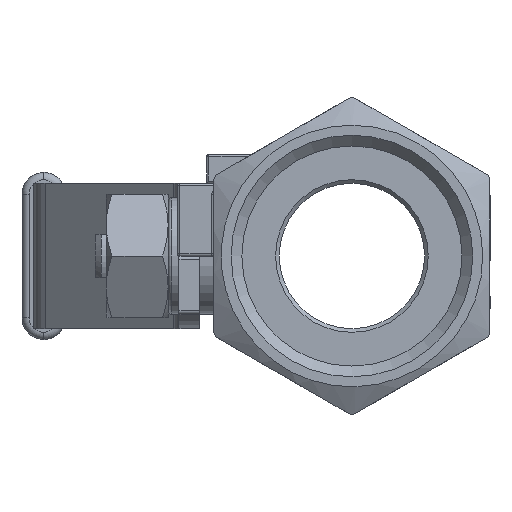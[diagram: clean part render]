
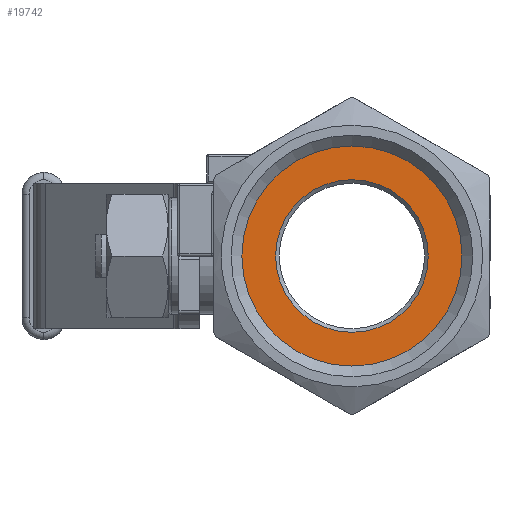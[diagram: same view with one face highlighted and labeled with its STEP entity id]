
A CAD part, left-side view. The second image highlights one B-rep face of the part: STEP entity #19742.
In plain terms, the highlighted planar face has unit normal (-1, 0, 0).
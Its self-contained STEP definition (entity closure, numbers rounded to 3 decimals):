
#31 = DIRECTION ( 'NONE',  ( 0., 0., 1. ) ) ;
#3425 = EDGE_LOOP ( 'NONE', ( #18307 ) ) ;
#3426 = EDGE_LOOP ( 'NONE', ( #18306 ) ) ;
#4411 = EDGE_CURVE ( 'NONE', #25318, #25318, #13036, .T. ) ;
#4415 = EDGE_CURVE ( 'NONE', #25320, #25320, #12874, .T. ) ;
#12624 = DIRECTION ( 'NONE',  ( -1., 0., 0. ) ) ;
#12641 = CARTESIAN_POINT ( 'NONE',  ( -17.5, 0., 0. ) ) ;
#12874 = CIRCLE ( 'NONE', #12944, 15.145 ) ;
#12944 = AXIS2_PLACEMENT_3D ( 'NONE', #12641, #12624, #31 ) ;
#13036 = CIRCLE ( 'NONE', #13189, 10.5 ) ;
#13189 = AXIS2_PLACEMENT_3D ( 'NONE', #33684, #33685, #33686 ) ;
#18306 = ORIENTED_EDGE ( 'NONE', *, *, #4411, .T. ) ;
#18307 = ORIENTED_EDGE ( 'NONE', *, *, #4415, .T. ) ;
#19742 = ADVANCED_FACE ( 'NONE', ( #26907, #26941 ), #26942, .T. ) ;
#20864 = AXIS2_PLACEMENT_3D ( 'NONE', #26951, #26952, #26953 ) ;
#25318 = VERTEX_POINT ( 'NONE', #25321 ) ;
#25320 = VERTEX_POINT ( 'NONE', #25323 ) ;
#25321 = CARTESIAN_POINT ( 'NONE',  ( -17.5, 0., 10.5 ) ) ;
#25323 = CARTESIAN_POINT ( 'NONE',  ( -17.5, 0., 15.145 ) ) ;
#26907 = FACE_BOUND ( 'NONE', #3426, .T. ) ;
#26941 = FACE_OUTER_BOUND ( 'NONE', #3425, .T. ) ;
#26942 = PLANE ( 'NONE',  #20864 ) ;
#26951 = CARTESIAN_POINT ( 'NONE',  ( -17.5, 15.145, 0. ) ) ;
#26952 = DIRECTION ( 'NONE',  ( -1., 0., 0. ) ) ;
#26953 = DIRECTION ( 'NONE',  ( 0., 0., 1. ) ) ;
#33684 = CARTESIAN_POINT ( 'NONE',  ( -17.5, 0., 0. ) ) ;
#33685 = DIRECTION ( 'NONE',  ( 1., 0., 0. ) ) ;
#33686 = DIRECTION ( 'NONE',  ( 0., 0., 1. ) ) ;
